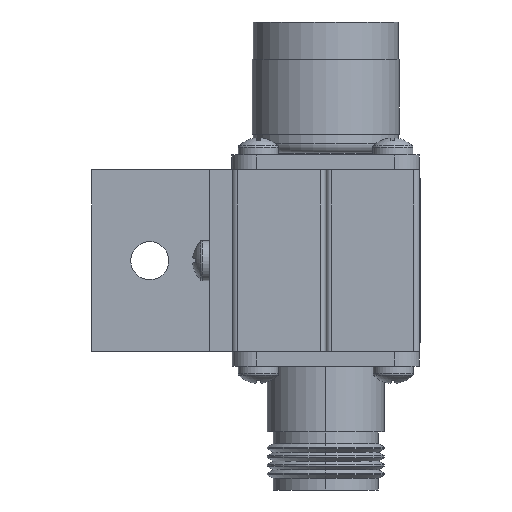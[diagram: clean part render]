
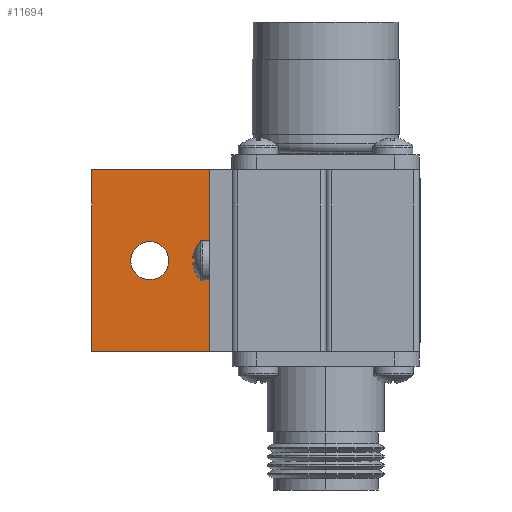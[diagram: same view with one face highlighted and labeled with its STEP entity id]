
A CAD part, left-side view. The second image highlights one B-rep face of the part: STEP entity #11694.
In plain terms, the highlighted face is planar.
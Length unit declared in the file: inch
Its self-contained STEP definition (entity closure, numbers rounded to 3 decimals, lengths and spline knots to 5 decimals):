
#1406 = CARTESIAN_POINT ( 'NONE',  ( 0.44, 0.12, 0. ) ) ;
#2954 = AXIS2_PLACEMENT_3D ( 'NONE', #1406, #81801, #75049 ) ;
#3848 = PLANE ( 'NONE',  #36854 ) ;
#6254 = EDGE_CURVE ( 'NONE', #22433, #80525, #44427, .T. ) ;
#8019 = ORIENTED_EDGE ( 'NONE', *, *, #24488, .T. ) ;
#9334 = CARTESIAN_POINT ( 'NONE',  ( 0.75, 0.12, -0.485 ) ) ;
#11031 = FACE_BOUND ( 'NONE', #20882, .T. ) ;
#11694 = ADVANCED_FACE ( 'NONE', ( #11031, #39759 ), #3848, .T. ) ;
#13785 = LINE ( 'NONE', #87909, #57694 ) ;
#14321 = EDGE_CURVE ( 'NONE', #22433, #53967, #51497, .T. ) ;
#15323 = VERTEX_POINT ( 'NONE', #54453 ) ;
#15768 = ORIENTED_EDGE ( 'NONE', *, *, #80917, .F. ) ;
#19333 = CARTESIAN_POINT ( 'NONE',  ( 0., 0.12, 0.485 ) ) ;
#20882 = EDGE_LOOP ( 'NONE', ( #70319, #55995 ) ) ;
#22433 = VERTEX_POINT ( 'NONE', #71216 ) ;
#24488 = EDGE_CURVE ( 'NONE', #53967, #34925, #25716, .T. ) ;
#24545 = DIRECTION ( 'NONE',  ( 0., 0., 1. ) ) ;
#25003 = CARTESIAN_POINT ( 'NONE',  ( 0.44, 0.12, 0. ) ) ;
#25666 = DIRECTION ( 'NONE',  ( 0., 1., 0. ) ) ;
#25716 = LINE ( 'NONE', #62564, #37076 ) ;
#28219 = CARTESIAN_POINT ( 'NONE',  ( 0.12, 0.12, -0.485 ) ) ;
#28926 = DIRECTION ( 'NONE',  ( 0., 0., -1. ) ) ;
#30831 = EDGE_CURVE ( 'NONE', #15323, #56473, #46208, .T. ) ;
#30870 = CIRCLE ( 'NONE', #2954, 0.1015 ) ;
#31465 = EDGE_LOOP ( 'NONE', ( #15768, #87561, #36217, #8019 ) ) ;
#34925 = VERTEX_POINT ( 'NONE', #9334 ) ;
#36217 = ORIENTED_EDGE ( 'NONE', *, *, #14321, .T. ) ;
#36854 = AXIS2_PLACEMENT_3D ( 'NONE', #19333, #25666, #56209 ) ;
#37076 = VECTOR ( 'NONE', #84776, 39.37008 ) ;
#39407 = VECTOR ( 'NONE', #28926, 39.37008 ) ;
#39759 = FACE_OUTER_BOUND ( 'NONE', #31465, .T. ) ;
#40367 = CARTESIAN_POINT ( 'NONE',  ( 0.44, 0.12, 0.1015 ) ) ;
#44427 = LINE ( 'NONE', #73979, #39407 ) ;
#46208 = CIRCLE ( 'NONE', #57078, 0.1015 ) ;
#51148 = DIRECTION ( 'NONE',  ( 1., 0., 0. ) ) ;
#51497 = LINE ( 'NONE', #65564, #74529 ) ;
#53967 = VERTEX_POINT ( 'NONE', #69081 ) ;
#54453 = CARTESIAN_POINT ( 'NONE',  ( 0.44, 0.12, -0.1015 ) ) ;
#55995 = ORIENTED_EDGE ( 'NONE', *, *, #30831, .F. ) ;
#56209 = DIRECTION ( 'NONE',  ( 0., 0., 1. ) ) ;
#56473 = VERTEX_POINT ( 'NONE', #40367 ) ;
#57078 = AXIS2_PLACEMENT_3D ( 'NONE', #25003, #91830, #24545 ) ;
#57694 = VECTOR ( 'NONE', #51148, 39.37008 ) ;
#62564 = CARTESIAN_POINT ( 'NONE',  ( 0.75, 0.12, 0.485 ) ) ;
#65564 = CARTESIAN_POINT ( 'NONE',  ( 0., 0.12, 0.485 ) ) ;
#69081 = CARTESIAN_POINT ( 'NONE',  ( 0.75, 0.12, 0.485 ) ) ;
#70319 = ORIENTED_EDGE ( 'NONE', *, *, #94528, .F. ) ;
#71216 = CARTESIAN_POINT ( 'NONE',  ( 0.12, 0.12, 0.485 ) ) ;
#73979 = CARTESIAN_POINT ( 'NONE',  ( 0.12, 0.12, 0.485 ) ) ;
#74529 = VECTOR ( 'NONE', #86361, 39.37008 ) ;
#75049 = DIRECTION ( 'NONE',  ( 0., 0., 1. ) ) ;
#80525 = VERTEX_POINT ( 'NONE', #28219 ) ;
#80917 = EDGE_CURVE ( 'NONE', #80525, #34925, #13785, .T. ) ;
#81801 = DIRECTION ( 'NONE',  ( 0., 1., 0. ) ) ;
#84776 = DIRECTION ( 'NONE',  ( 0., 0., -1. ) ) ;
#86361 = DIRECTION ( 'NONE',  ( 1., 0., 0. ) ) ;
#87561 = ORIENTED_EDGE ( 'NONE', *, *, #6254, .F. ) ;
#87909 = CARTESIAN_POINT ( 'NONE',  ( 0., 0.12, -0.485 ) ) ;
#91830 = DIRECTION ( 'NONE',  ( 0., 1., 0. ) ) ;
#94528 = EDGE_CURVE ( 'NONE', #56473, #15323, #30870, .T. ) ;
